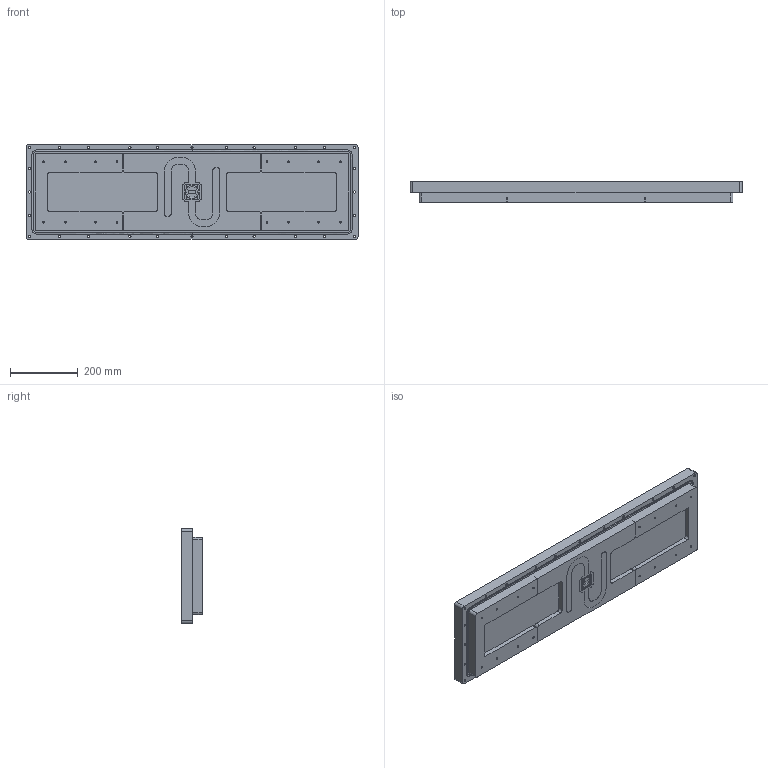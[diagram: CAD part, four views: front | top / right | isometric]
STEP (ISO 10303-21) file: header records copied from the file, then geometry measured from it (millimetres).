
FILE_DESCRIPTION (( 'STEP AP203' ), '1' );
FILE_NAME ('AW-RX-0216.STEP', '2023-12-16T00:14:46', ( '' ), ( '' ), 'SwSTEP 2.0', 'SolidWorks 2021', '' );
FILE_SCHEMA (( 'CONFIG_CONTROL_DESIGN' ));
Products named in the file (1): AW-RX-0216
Bounding box: 977.9 x 61.48 x 279.4 mm (x, y, z)
Volume: 13829473.4 mm3; surface area: 813111.8 mm2
Topology: 1 solids, 2 shells, 1872 faces, 3902 edges, 2236 vertices
Faces by surface type: cone 722, plane 678, cylinder 462, bspline 6, torus 4
Entity records: 62179 total; most frequent: CARTESIAN_POINT 22285, DIRECTION 8768, ORIENTED_EDGE 7724, EDGE_CURVE 3862, AXIS2_PLACEMENT_3D 3487, VERTEX_POINT 2236, EDGE_LOOP 2172, FACE_OUTER_BOUND 1872
